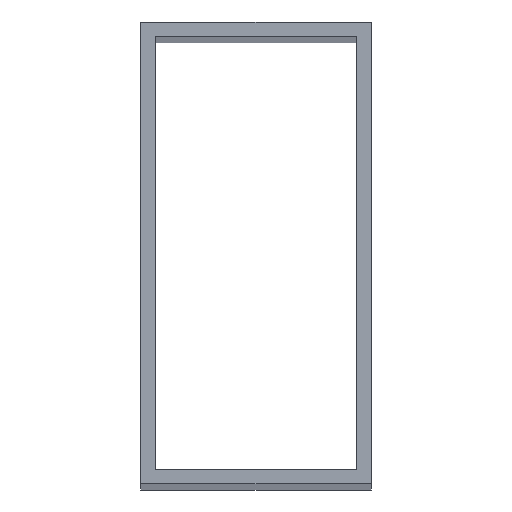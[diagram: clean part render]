
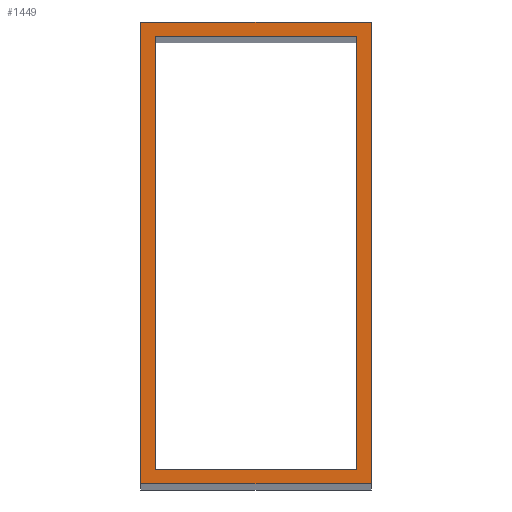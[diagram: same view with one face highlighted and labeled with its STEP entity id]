
A CAD part, top view. The second image highlights one B-rep face of the part: STEP entity #1449.
In plain terms, the highlighted planar face has unit normal (0, 0, 1).
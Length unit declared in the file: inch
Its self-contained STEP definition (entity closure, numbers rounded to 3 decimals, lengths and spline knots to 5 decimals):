
#97 = VECTOR ( 'NONE', #1294, 39.37008 ) ;
#132 = VECTOR ( 'NONE', #1589, 39.37008 ) ;
#141 = AXIS2_PLACEMENT_3D ( 'NONE', #992, #333, #747 ) ;
#146 = CARTESIAN_POINT ( 'NONE',  ( -0.5, 1., 8. ) ) ;
#201 = CARTESIAN_POINT ( 'NONE',  ( -0.4375, 0.9375, 8. ) ) ;
#216 = CARTESIAN_POINT ( 'NONE',  ( -0.4375, -0.9375, 8. ) ) ;
#218 = VERTEX_POINT ( 'NONE', #1240 ) ;
#219 = CARTESIAN_POINT ( 'NONE',  ( 0.5, 1., 8. ) ) ;
#223 = VECTOR ( 'NONE', #375, 39.37008 ) ;
#231 = VECTOR ( 'NONE', #975, 39.37008 ) ;
#289 = LINE ( 'NONE', #522, #132 ) ;
#302 = LINE ( 'NONE', #1073, #1078 ) ;
#333 = DIRECTION ( 'NONE',  ( 0., 0., -1. ) ) ;
#375 = DIRECTION ( 'NONE',  ( 1., 0., 0. ) ) ;
#400 = LINE ( 'NONE', #1151, #97 ) ;
#428 = ORIENTED_EDGE ( 'NONE', *, *, #1536, .T. ) ;
#452 = ORIENTED_EDGE ( 'NONE', *, *, #512, .T. ) ;
#465 = CARTESIAN_POINT ( 'NONE',  ( 0.4375, 0.9375, 8. ) ) ;
#471 = EDGE_CURVE ( 'NONE', #1113, #1662, #400, .T. ) ;
#488 = ORIENTED_EDGE ( 'NONE', *, *, #1104, .F. ) ;
#512 = EDGE_CURVE ( 'NONE', #766, #218, #792, .T. ) ;
#522 = CARTESIAN_POINT ( 'NONE',  ( -0.5, 1., 8. ) ) ;
#547 = CARTESIAN_POINT ( 'NONE',  ( 0.4375, -0.9375, 8. ) ) ;
#611 = VERTEX_POINT ( 'NONE', #146 ) ;
#627 = VECTOR ( 'NONE', #1469, 39.37008 ) ;
#644 = VECTOR ( 'NONE', #785, 39.37008 ) ;
#652 = ORIENTED_EDGE ( 'NONE', *, *, #1439, .F. ) ;
#655 = CARTESIAN_POINT ( 'NONE',  ( -0.5, -1., 8. ) ) ;
#710 = VERTEX_POINT ( 'NONE', #219 ) ;
#723 = EDGE_CURVE ( 'NONE', #1662, #842, #1634, .T. ) ;
#747 = DIRECTION ( 'NONE',  ( -1., 0., 0. ) ) ;
#766 = VERTEX_POINT ( 'NONE', #1020 ) ;
#785 = DIRECTION ( 'NONE',  ( 0., -1., 0. ) ) ;
#792 = LINE ( 'NONE', #923, #223 ) ;
#842 = VERTEX_POINT ( 'NONE', #892 ) ;
#892 = CARTESIAN_POINT ( 'NONE',  ( 0.4375, 0.9375, 8. ) ) ;
#923 = CARTESIAN_POINT ( 'NONE',  ( -0.5, -1., 8. ) ) ;
#925 = EDGE_CURVE ( 'NONE', #710, #611, #289, .T. ) ;
#975 = DIRECTION ( 'NONE',  ( -1., 0., 0. ) ) ;
#992 = CARTESIAN_POINT ( 'NONE',  ( 0., 0., 8. ) ) ;
#1019 = FACE_OUTER_BOUND ( 'NONE', #1526, .T. ) ;
#1020 = CARTESIAN_POINT ( 'NONE',  ( -0.5, -1., 8. ) ) ;
#1021 = ORIENTED_EDGE ( 'NONE', *, *, #925, .T. ) ;
#1039 = VECTOR ( 'NONE', #1586, 39.37008 ) ;
#1073 = CARTESIAN_POINT ( 'NONE',  ( -0.4375, -0.9375, 8. ) ) ;
#1078 = VECTOR ( 'NONE', #1084, 39.37008 ) ;
#1084 = DIRECTION ( 'NONE',  ( 0., -1., 0. ) ) ;
#1104 = EDGE_CURVE ( 'NONE', #842, #1129, #1490, .T. ) ;
#1113 = VERTEX_POINT ( 'NONE', #216 ) ;
#1129 = VERTEX_POINT ( 'NONE', #201 ) ;
#1151 = CARTESIAN_POINT ( 'NONE',  ( 0.4375, -0.9375, 8. ) ) ;
#1173 = CARTESIAN_POINT ( 'NONE',  ( 0.4375, -0.9375, 8. ) ) ;
#1179 = LINE ( 'NONE', #655, #644 ) ;
#1210 = ORIENTED_EDGE ( 'NONE', *, *, #723, .F. ) ;
#1240 = CARTESIAN_POINT ( 'NONE',  ( 0.5, -1., 8. ) ) ;
#1251 = FACE_BOUND ( 'NONE', #1352, .T. ) ;
#1294 = DIRECTION ( 'NONE',  ( 1., 0., 0. ) ) ;
#1352 = EDGE_LOOP ( 'NONE', ( #652, #488, #1210, #1545 ) ) ;
#1375 = EDGE_CURVE ( 'NONE', #611, #766, #1179, .T. ) ;
#1388 = PLANE ( 'NONE',  #141 ) ;
#1439 = EDGE_CURVE ( 'NONE', #1129, #1113, #302, .T. ) ;
#1449 = ADVANCED_FACE ( 'NONE', ( #1019, #1251 ), #1388, .F. ) ;
#1453 = ORIENTED_EDGE ( 'NONE', *, *, #1375, .T. ) ;
#1459 = CARTESIAN_POINT ( 'NONE',  ( 0.5, -1., 8. ) ) ;
#1469 = DIRECTION ( 'NONE',  ( 0., 1., 0. ) ) ;
#1478 = LINE ( 'NONE', #1459, #627 ) ;
#1490 = LINE ( 'NONE', #465, #231 ) ;
#1526 = EDGE_LOOP ( 'NONE', ( #428, #1021, #1453, #452 ) ) ;
#1536 = EDGE_CURVE ( 'NONE', #218, #710, #1478, .T. ) ;
#1545 = ORIENTED_EDGE ( 'NONE', *, *, #471, .F. ) ;
#1586 = DIRECTION ( 'NONE',  ( 0., 1., 0. ) ) ;
#1589 = DIRECTION ( 'NONE',  ( -1., 0., 0. ) ) ;
#1634 = LINE ( 'NONE', #547, #1039 ) ;
#1662 = VERTEX_POINT ( 'NONE', #1173 ) ;
